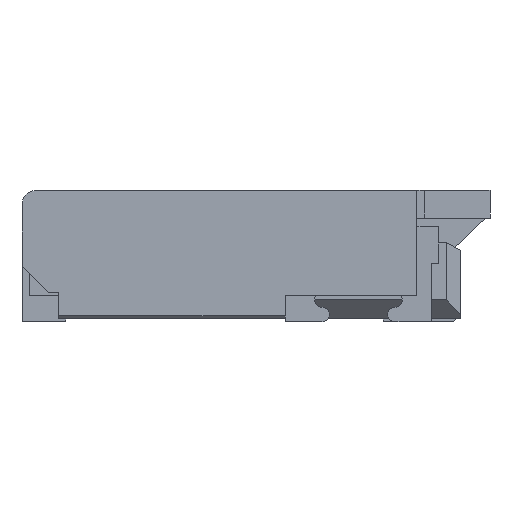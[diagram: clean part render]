
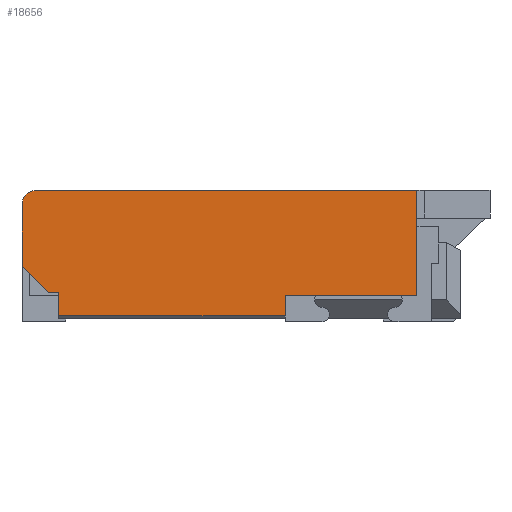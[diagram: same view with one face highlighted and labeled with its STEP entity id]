
A CAD part, left-side view. The second image highlights one B-rep face of the part: STEP entity #18656.
In plain terms, the highlighted planar face has unit normal (-1, 0, 0).
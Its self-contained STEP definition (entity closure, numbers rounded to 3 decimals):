
#16650=CARTESIAN_POINT('',(-5.975,-1.1,0.9));
#16651=VERTEX_POINT('',#16650);
#16658=CARTESIAN_POINT('',(-5.975,-1.1,0.18));
#16659=VERTEX_POINT('',#16658);
#16660=CARTESIAN_POINT('',(-5.975,-1.1,0.9));
#16661=DIRECTION('',(0.0,0.0,-1.0));
#16662=VECTOR('',#16661,0.72);
#16663=LINE('',#16660,#16662);
#16664=EDGE_CURVE('',#16651,#16659,#16663,.T.);
#16698=CARTESIAN_POINT('',(-5.975,1.35,0.04));
#16699=VERTEX_POINT('',#16698);
#16706=CARTESIAN_POINT('',(-5.975,1.35,0.2));
#16707=VERTEX_POINT('',#16706);
#16708=CARTESIAN_POINT('',(-5.975,1.35,0.2));
#16709=DIRECTION('',(0.0,0.0,-1.0));
#16710=VECTOR('',#16709,0.16);
#16711=LINE('',#16708,#16710);
#16712=EDGE_CURVE('',#16707,#16699,#16711,.T.);
#16872=CARTESIAN_POINT('',(-5.975,-0.2,0.18));
#16873=VERTEX_POINT('',#16872);
#16880=CARTESIAN_POINT('',(-5.975,-0.2,0.04));
#16881=VERTEX_POINT('',#16880);
#16882=CARTESIAN_POINT('',(-5.975,-0.2,0.18));
#16883=DIRECTION('',(0.0,0.0,-1.0));
#16884=VECTOR('',#16883,0.14);
#16885=LINE('',#16882,#16884);
#16886=EDGE_CURVE('',#16873,#16881,#16885,.T.);
#16973=CARTESIAN_POINT('',(-5.975,-0.2,0.18));
#16974=DIRECTION('',(0.0,-1.0,0.0));
#16975=VECTOR('',#16974,0.9);
#16976=LINE('',#16973,#16975);
#16977=EDGE_CURVE('',#16873,#16659,#16976,.T.);
#18531=CARTESIAN_POINT('',(-5.975,1.6,0.38));
#18532=VERTEX_POINT('',#18531);
#18539=CARTESIAN_POINT('',(-5.975,1.6,0.8));
#18540=VERTEX_POINT('',#18539);
#18541=CARTESIAN_POINT('',(-5.975,1.6,0.8));
#18542=DIRECTION('',(0.0,0.0,-1.0));
#18543=VECTOR('',#18542,0.42);
#18544=LINE('',#18541,#18543);
#18545=EDGE_CURVE('',#18540,#18532,#18544,.T.);
#18609=CARTESIAN_POINT('',(-5.975,-1.235,-0.003));
#18610=DIRECTION('',(1.0,0.0,0.0));
#18611=DIRECTION('',(0.0,1.0,0.0));
#18612=AXIS2_PLACEMENT_3D('',#18609,#18610,#18611);
#18613=PLANE('',#18612);
#18614=CARTESIAN_POINT('',(-5.975,1.5,0.9));
#18615=VERTEX_POINT('',#18614);
#18616=CARTESIAN_POINT('',(-5.975,1.5,0.9));
#18617=DIRECTION('',(0.0,-1.0,0.0));
#18618=VECTOR('',#18617,2.6);
#18619=LINE('',#18616,#18618);
#18620=EDGE_CURVE('',#18615,#16651,#18619,.T.);
#18621=ORIENTED_EDGE('',*,*,#18620,.F.);
#18622=CARTESIAN_POINT('',(-5.975,1.5,0.8));
#18623=DIRECTION('',(-1.0,0.0,0.0));
#18624=DIRECTION('',(0.0,1.0,0.0));
#18625=AXIS2_PLACEMENT_3D('',#18622,#18623,#18624);
#18626=CIRCLE('',#18625,0.1);
#18627=EDGE_CURVE('',#18615,#18540,#18626,.T.);
#18628=ORIENTED_EDGE('',*,*,#18627,.T.);
#18629=ORIENTED_EDGE('',*,*,#18545,.T.);
#18630=CARTESIAN_POINT('',(-5.975,1.42,0.2));
#18631=VERTEX_POINT('',#18630);
#18632=CARTESIAN_POINT('',(-5.975,1.6,0.38));
#18633=DIRECTION('',(0.0,-0.707,-0.707));
#18634=VECTOR('',#18633,0.255);
#18635=LINE('',#18632,#18634);
#18636=EDGE_CURVE('',#18532,#18631,#18635,.T.);
#18637=ORIENTED_EDGE('',*,*,#18636,.T.);
#18638=CARTESIAN_POINT('',(-5.975,1.42,0.2));
#18639=DIRECTION('',(0.0,-1.0,0.0));
#18640=VECTOR('',#18639,0.07);
#18641=LINE('',#18638,#18640);
#18642=EDGE_CURVE('',#18631,#16707,#18641,.T.);
#18643=ORIENTED_EDGE('',*,*,#18642,.T.);
#18644=ORIENTED_EDGE('',*,*,#16712,.T.);
#18645=CARTESIAN_POINT('',(-5.975,-0.2,0.04));
#18646=DIRECTION('',(0.0,1.0,0.0));
#18647=VECTOR('',#18646,1.55);
#18648=LINE('',#18645,#18647);
#18649=EDGE_CURVE('',#16881,#16699,#18648,.T.);
#18650=ORIENTED_EDGE('',*,*,#18649,.F.);
#18651=ORIENTED_EDGE('',*,*,#16886,.F.);
#18652=ORIENTED_EDGE('',*,*,#16977,.T.);
#18653=ORIENTED_EDGE('',*,*,#16664,.F.);
#18654=EDGE_LOOP('',(#18621,#18628,#18629,#18637,#18643,#18644,#18650,#18651,#18652,#18653));
#18655=FACE_OUTER_BOUND('',#18654,.T.);
#18656=ADVANCED_FACE('',(#18655),#18613,.F.);
